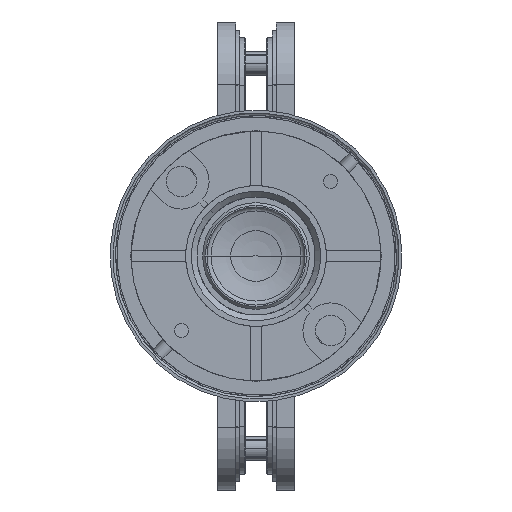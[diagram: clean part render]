
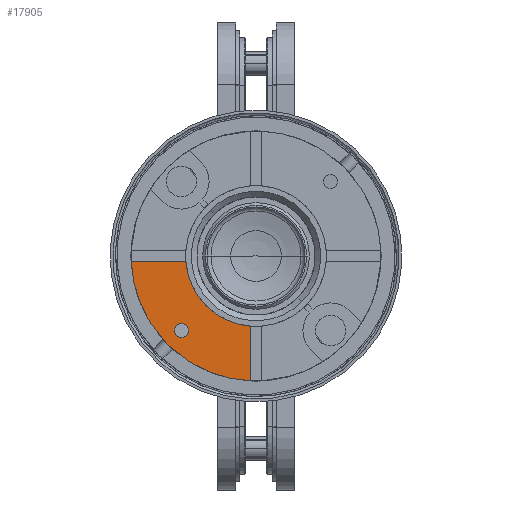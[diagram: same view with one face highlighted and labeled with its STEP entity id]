
A CAD part, front view. The second image highlights one B-rep face of the part: STEP entity #17905.
In plain terms, the highlighted planar face has unit normal (0, -1, 0).
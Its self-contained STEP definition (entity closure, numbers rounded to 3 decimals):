
#788 = EDGE_LOOP ( 'NONE', ( #17199, #14427, #4098, #877 ) ) ;
#877 = ORIENTED_EDGE ( 'NONE', *, *, #3224, .F. ) ;
#978 = VERTEX_POINT ( 'NONE', #11102 ) ;
#1651 = CARTESIAN_POINT ( 'NONE',  ( 0., 4., 0. ) ) ;
#1844 = EDGE_CURVE ( 'NONE', #20566, #7950, #4942, .T. ) ;
#1968 = VERTEX_POINT ( 'NONE', #22073 ) ;
#2150 = DIRECTION ( 'NONE',  ( 0., 1., 0. ) ) ;
#2784 = AXIS2_PLACEMENT_3D ( 'NONE', #11739, #15519, #19082 ) ;
#3120 = DIRECTION ( 'NONE',  ( 0., 1., 0. ) ) ;
#3224 = EDGE_CURVE ( 'NONE', #978, #1968, #9707, .T. ) ;
#3488 = FACE_BOUND ( 'NONE', #16081, .T. ) ;
#3749 = EDGE_CURVE ( 'NONE', #19961, #4361, #23545, .T. ) ;
#4098 = ORIENTED_EDGE ( 'NONE', *, *, #19386, .F. ) ;
#4206 = AXIS2_PLACEMENT_3D ( 'NONE', #23806, #20715, #15075 ) ;
#4361 = VERTEX_POINT ( 'NONE', #10100 ) ;
#4942 = CIRCLE ( 'NONE', #16277, 25.3 ) ;
#5099 = LINE ( 'NONE', #17971, #11732 ) ;
#5870 = AXIS2_PLACEMENT_3D ( 'NONE', #14423, #3120, #12584 ) ;
#7590 = EDGE_CURVE ( 'NONE', #7950, #978, #5099, .T. ) ;
#7950 = VERTEX_POINT ( 'NONE', #10234 ) ;
#8182 = DIRECTION ( 'NONE',  ( 0.707, 0., -0.707 ) ) ;
#8604 = CIRCLE ( 'NONE', #5870, 2.5 ) ;
#9563 = CARTESIAN_POINT ( 'NONE',  ( -19.248, 4., 16.42 ) ) ;
#9707 = CIRCLE ( 'NONE', #4206, 45. ) ;
#10100 = CARTESIAN_POINT ( 'NONE',  ( -38., 4., 2.5 ) ) ;
#10234 = CARTESIAN_POINT ( 'NONE',  ( -19.248, 4., -16.42 ) ) ;
#10929 = CARTESIAN_POINT ( 'NONE',  ( -38., 4., -2.5 ) ) ;
#11003 = FACE_OUTER_BOUND ( 'NONE', #788, .T. ) ;
#11102 = CARTESIAN_POINT ( 'NONE',  ( -33.203, 4., -30.374 ) ) ;
#11732 = VECTOR ( 'NONE', #21421, 1000. ) ;
#11739 = CARTESIAN_POINT ( 'NONE',  ( -38., 4., 0. ) ) ;
#12249 = AXIS2_PLACEMENT_3D ( 'NONE', #1651, #2150, #15763 ) ;
#12584 = DIRECTION ( 'NONE',  ( 0., 0., 1. ) ) ;
#13790 = VECTOR ( 'NONE', #8182, 1000. ) ;
#14423 = CARTESIAN_POINT ( 'NONE',  ( -38., 4., 0. ) ) ;
#14427 = ORIENTED_EDGE ( 'NONE', *, *, #1844, .F. ) ;
#14929 = EDGE_CURVE ( 'NONE', #4361, #19961, #8604, .T. ) ;
#15075 = DIRECTION ( 'NONE',  ( 1., 0., 0. ) ) ;
#15519 = DIRECTION ( 'NONE',  ( 0., 1., 0. ) ) ;
#15694 = DIRECTION ( 'NONE',  ( 1., 0., 0. ) ) ;
#15763 = DIRECTION ( 'NONE',  ( 0., 0., 1. ) ) ;
#16081 = EDGE_LOOP ( 'NONE', ( #21763, #20862 ) ) ;
#16277 = AXIS2_PLACEMENT_3D ( 'NONE', #23307, #19749, #15694 ) ;
#17199 = ORIENTED_EDGE ( 'NONE', *, *, #7590, .F. ) ;
#17905 = ADVANCED_FACE ( 'NONE', ( #3488, #11003 ), #18459, .F. ) ;
#17971 = CARTESIAN_POINT ( 'NONE',  ( -19.248, 4., -16.42 ) ) ;
#18459 = PLANE ( 'NONE',  #12249 ) ;
#19082 = DIRECTION ( 'NONE',  ( 0., 0., 1. ) ) ;
#19386 = EDGE_CURVE ( 'NONE', #1968, #20566, #23497, .T. ) ;
#19749 = DIRECTION ( 'NONE',  ( 0., -1., 0. ) ) ;
#19961 = VERTEX_POINT ( 'NONE', #10929 ) ;
#20566 = VERTEX_POINT ( 'NONE', #9563 ) ;
#20715 = DIRECTION ( 'NONE',  ( 0., 1., 0. ) ) ;
#20862 = ORIENTED_EDGE ( 'NONE', *, *, #3749, .T. ) ;
#21421 = DIRECTION ( 'NONE',  ( -0.707, 0., -0.707 ) ) ;
#21671 = CARTESIAN_POINT ( 'NONE',  ( -33.203, 4., 30.374 ) ) ;
#21763 = ORIENTED_EDGE ( 'NONE', *, *, #14929, .T. ) ;
#22073 = CARTESIAN_POINT ( 'NONE',  ( -33.203, 4., 30.374 ) ) ;
#23307 = CARTESIAN_POINT ( 'NONE',  ( 0., 4., 0. ) ) ;
#23497 = LINE ( 'NONE', #21671, #13790 ) ;
#23545 = CIRCLE ( 'NONE', #2784, 2.5 ) ;
#23806 = CARTESIAN_POINT ( 'NONE',  ( 0., 4., 0. ) ) ;
